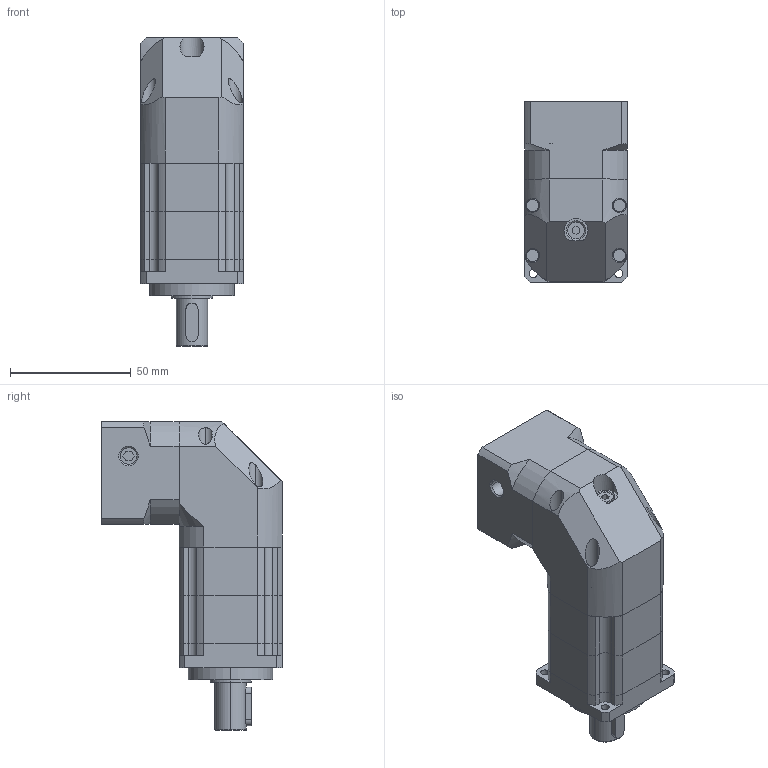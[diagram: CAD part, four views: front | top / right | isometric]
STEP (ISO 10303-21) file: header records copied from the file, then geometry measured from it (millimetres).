
FILE_DESCRIPTION (( 'STEP AP203' ), '1' );
FILE_NAME ('GPBR042-L2-(8-30-46-M4).STEP', '2022-08-05T08:17:04', ( '微软用户' ), ( '微软中国' ), 'SwSTEP 2.0', 'SolidWorks 2018', '' );
FILE_SCHEMA (( 'CONFIG_CONTROL_DESIGN' ));
Length unit declared in the file: millimetre
Products named in the file (5): GPBR042-菁釱-M4; GPBR042-L2-(8-30-46-M4); GPBR042-楊擘; GPBR042-齿圈; GPBR042-眊极
Assembly tree (5 placements, depth 2):
  GPBR042-L2-(8-30-46-M4)
    GPBR042-楊擘
    GPBR042-齿圈  x2
    GPBR042-眊极
    GPBR042-菁釱-M4
Bounding box: 42.6 x 74.6 x 128 mm (x, y, z)
Volume: 176782.1 mm3; surface area: 50309.8 mm2
Topology: 6 solids, 6 shells, 393 faces, 966 edges, 628 vertices
Faces by surface type: cylinder 181, plane 177, cone 33, torus 2
Entity records: 12452 total; most frequent: CARTESIAN_POINT 3057, DIRECTION 1932, ORIENTED_EDGE 1768, EDGE_CURVE 884, AXIS2_PLACEMENT_3D 722, VERTEX_POINT 580, LINE 488, VECTOR 488
